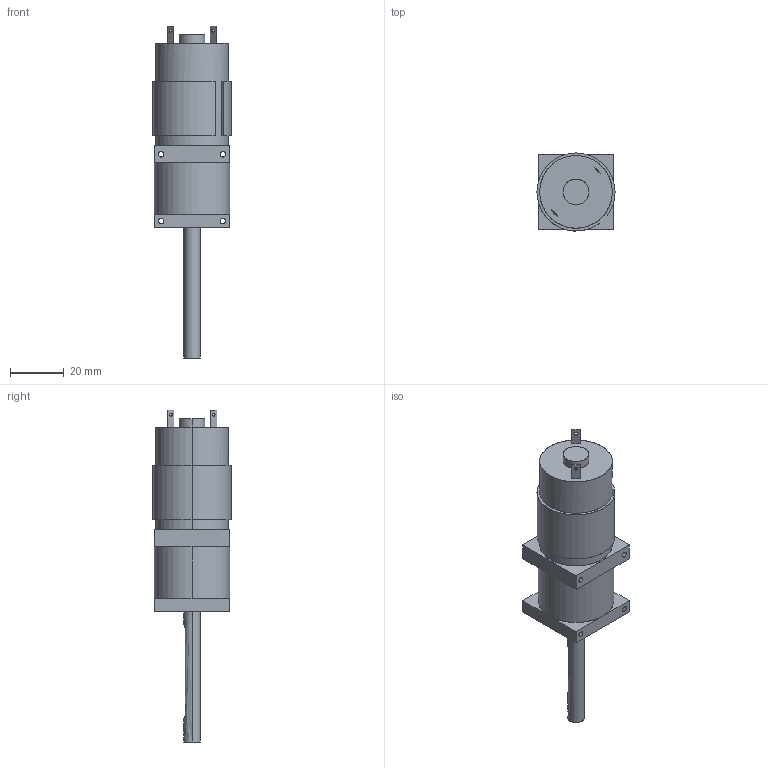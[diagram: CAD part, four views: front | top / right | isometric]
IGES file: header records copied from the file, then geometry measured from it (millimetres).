
Start section: SolidWorks IGES FILE using analytic representation for surfaces
Global section: file name: banebots mp-28020-385 20 to 1.IGS; native system: SolidWorks 2001Plus by SolidWorks Corporation; preprocessor: Version 5.3; author: thesmith; date: 060924.100142; units: inch
Bounding box: 28.96 x 28.94 x 123.19 mm (x, y, z)
Surface area: 10513.6 mm2 (no closed solid volume)
Topology: 0 solids, 0 shells, 80 faces, 1529 edges, 1529 vertices
Faces by surface type: bspline 43, revolution 37
